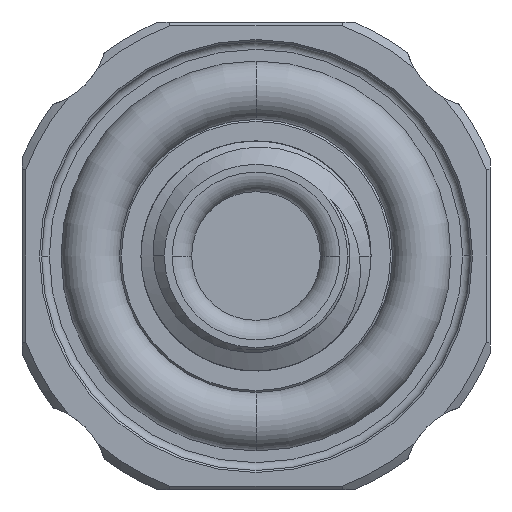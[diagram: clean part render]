
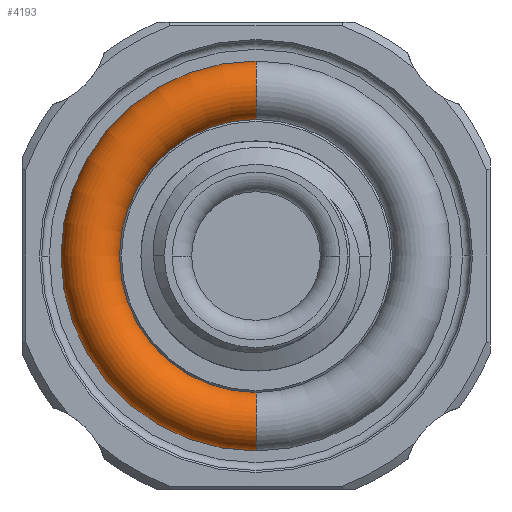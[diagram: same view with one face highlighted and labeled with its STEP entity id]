
A CAD part, front view. The second image highlights one B-rep face of the part: STEP entity #4193.
In plain terms, the highlighted toroidal (fillet/blend) face has major radius 4.25 mm and minor radius 0.75 mm.
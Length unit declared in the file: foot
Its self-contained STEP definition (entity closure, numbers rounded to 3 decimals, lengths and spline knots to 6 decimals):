
#21 = DIRECTION ( 'NONE',  ( 1., 0., 0. ) ) ;
#35 = CIRCLE ( 'NONE', #1357, 0.016404 ) ;
#136 = TOROIDAL_SURFACE ( 'NONE', #5984, 0.013944, 0.002461 ) ;
#1131 = DIRECTION ( 'NONE',  ( 0., 1., 0. ) ) ;
#1357 = AXIS2_PLACEMENT_3D ( 'NONE', #7994, #1131, #5935 ) ;
#1450 = DIRECTION ( 'NONE',  ( 0., 0., -1. ) ) ;
#1553 = DIRECTION ( 'NONE',  ( 0., 0., 1. ) ) ;
#1610 = CIRCLE ( 'NONE', #5258, 0.002461 ) ;
#2065 = AXIS2_PLACEMENT_3D ( 'NONE', #2148, #7018, #4797 ) ;
#2148 = CARTESIAN_POINT ( 'NONE',  ( 0., 0.034055, 0. ) ) ;
#2345 = DIRECTION ( 'NONE',  ( 0., 1., 0. ) ) ;
#2352 = CARTESIAN_POINT ( 'NONE',  ( 0., 0.034055, -0.011483 ) ) ;
#2879 = ORIENTED_EDGE ( 'NONE', *, *, #4015, .T. ) ;
#2962 = VERTEX_POINT ( 'NONE', #9031 ) ;
#3241 = CIRCLE ( 'NONE', #2065, 0.011483 ) ;
#3291 = ORIENTED_EDGE ( 'NONE', *, *, #6107, .F. ) ;
#3626 = CARTESIAN_POINT ( 'NONE',  ( 0., 0.034055, 0.013944 ) ) ;
#3684 = DIRECTION ( 'NONE',  ( 0., 0., -1. ) ) ;
#3992 = AXIS2_PLACEMENT_3D ( 'NONE', #8386, #21, #1450 ) ;
#4015 = EDGE_CURVE ( 'NONE', #5026, #2962, #1610, .T. ) ;
#4193 = ADVANCED_FACE ( 'NONE', ( #6104 ), #136, .T. ) ;
#4479 = CARTESIAN_POINT ( 'NONE',  ( 0., 0.034055, 0.011483 ) ) ;
#4492 = DIRECTION ( 'NONE',  ( -1., 0., 0. ) ) ;
#4797 = DIRECTION ( 'NONE',  ( 0., 0., 1. ) ) ;
#4968 = EDGE_CURVE ( 'NONE', #8003, #5026, #3241, .T. ) ;
#5026 = VERTEX_POINT ( 'NONE', #4479 ) ;
#5258 = AXIS2_PLACEMENT_3D ( 'NONE', #3626, #4492, #1553 ) ;
#5935 = DIRECTION ( 'NONE',  ( 0., 0., 1. ) ) ;
#5984 = AXIS2_PLACEMENT_3D ( 'NONE', #7133, #2345, #3684 ) ;
#6104 = FACE_OUTER_BOUND ( 'NONE', #7123, .T. ) ;
#6107 = EDGE_CURVE ( 'NONE', #8422, #2962, #35, .T. ) ;
#6456 = EDGE_CURVE ( 'NONE', #8003, #8422, #7918, .T. ) ;
#7018 = DIRECTION ( 'NONE',  ( 0., 1., 0. ) ) ;
#7091 = CARTESIAN_POINT ( 'NONE',  ( 0., 0.034055, -0.016404 ) ) ;
#7123 = EDGE_LOOP ( 'NONE', ( #3291, #8050, #8291, #2879 ) ) ;
#7133 = CARTESIAN_POINT ( 'NONE',  ( 0., 0.034055, 0. ) ) ;
#7918 = CIRCLE ( 'NONE', #3992, 0.002461 ) ;
#7994 = CARTESIAN_POINT ( 'NONE',  ( 0., 0.034055, 0. ) ) ;
#8003 = VERTEX_POINT ( 'NONE', #2352 ) ;
#8050 = ORIENTED_EDGE ( 'NONE', *, *, #6456, .F. ) ;
#8291 = ORIENTED_EDGE ( 'NONE', *, *, #4968, .T. ) ;
#8386 = CARTESIAN_POINT ( 'NONE',  ( 0., 0.034055, -0.013944 ) ) ;
#8422 = VERTEX_POINT ( 'NONE', #7091 ) ;
#9031 = CARTESIAN_POINT ( 'NONE',  ( 0., 0.034055, 0.016404 ) ) ;
